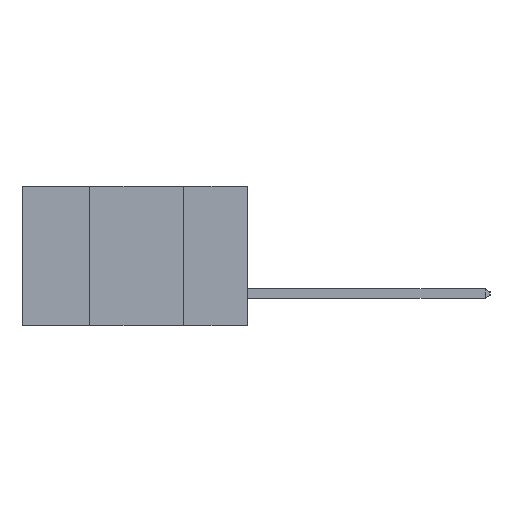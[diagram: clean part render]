
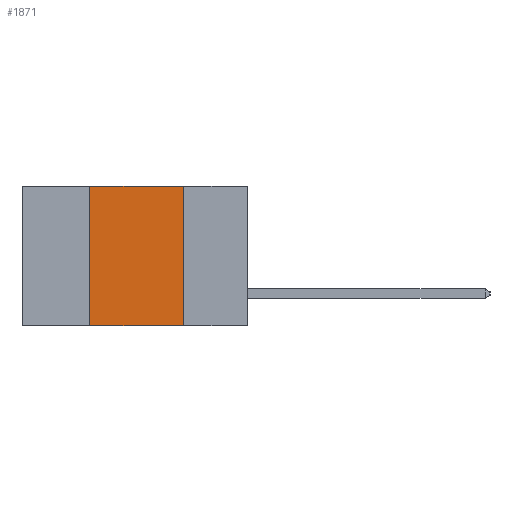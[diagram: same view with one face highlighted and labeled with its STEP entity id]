
A CAD part, left-side view. The second image highlights one B-rep face of the part: STEP entity #1871.
In plain terms, the highlighted planar face has unit normal (-1, 0, 0).
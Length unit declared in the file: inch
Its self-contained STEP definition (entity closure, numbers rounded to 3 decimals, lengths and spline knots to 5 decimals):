
#11 = CARTESIAN_POINT ( 'NONE',  ( 0., 0.6, -0.37 ) ) ;
#546 = LINE ( 'NONE', #2995, #5145 ) ;
#1198 = VECTOR ( 'NONE', #11498, 39.37008 ) ;
#1466 = EDGE_CURVE ( 'NONE', #4694, #7614, #3928, .T. ) ;
#1871 = ADVANCED_FACE ( 'NONE', ( #2219 ), #8417, .F. ) ;
#2219 = FACE_OUTER_BOUND ( 'NONE', #10323, .T. ) ;
#2995 = CARTESIAN_POINT ( 'NONE',  ( 0., 0.42, -0.37 ) ) ;
#3928 = LINE ( 'NONE', #11421, #1198 ) ;
#4159 = ORIENTED_EDGE ( 'NONE', *, *, #6431, .F. ) ;
#4483 = LINE ( 'NONE', #5618, #6662 ) ;
#4599 = CARTESIAN_POINT ( 'NONE',  ( 0., 0.17, 0. ) ) ;
#4694 = VERTEX_POINT ( 'NONE', #5845 ) ;
#5145 = VECTOR ( 'NONE', #8449, 39.37008 ) ;
#5618 = CARTESIAN_POINT ( 'NONE',  ( 0., 0.17, -0.37 ) ) ;
#5845 = CARTESIAN_POINT ( 'NONE',  ( 0., 0.42, 0. ) ) ;
#6348 = ORIENTED_EDGE ( 'NONE', *, *, #10720, .F. ) ;
#6431 = EDGE_CURVE ( 'NONE', #10921, #4694, #546, .T. ) ;
#6547 = DIRECTION ( 'NONE',  ( 0., 0., -1. ) ) ;
#6580 = VECTOR ( 'NONE', #7385, 39.37008 ) ;
#6631 = ORIENTED_EDGE ( 'NONE', *, *, #7629, .T. ) ;
#6662 = VECTOR ( 'NONE', #6547, 39.37008 ) ;
#6779 = CARTESIAN_POINT ( 'NONE',  ( 0., 0.42, -0.37 ) ) ;
#7385 = DIRECTION ( 'NONE',  ( 0., -1., 0. ) ) ;
#7614 = VERTEX_POINT ( 'NONE', #4599 ) ;
#7629 = EDGE_CURVE ( 'NONE', #10921, #8664, #8951, .T. ) ;
#8400 = DIRECTION ( 'NONE',  ( 0., 0., -1. ) ) ;
#8404 = DIRECTION ( 'NONE',  ( 1., 0., 0. ) ) ;
#8415 = CARTESIAN_POINT ( 'NONE',  ( 0., 0.6, 0. ) ) ;
#8417 = PLANE ( 'NONE',  #11086 ) ;
#8449 = DIRECTION ( 'NONE',  ( 0., 0., 1. ) ) ;
#8664 = VERTEX_POINT ( 'NONE', #10502 ) ;
#8716 = ORIENTED_EDGE ( 'NONE', *, *, #1466, .F. ) ;
#8951 = LINE ( 'NONE', #11, #6580 ) ;
#10323 = EDGE_LOOP ( 'NONE', ( #6348, #8716, #4159, #6631 ) ) ;
#10502 = CARTESIAN_POINT ( 'NONE',  ( 0., 0.17, -0.37 ) ) ;
#10720 = EDGE_CURVE ( 'NONE', #7614, #8664, #4483, .T. ) ;
#10921 = VERTEX_POINT ( 'NONE', #6779 ) ;
#11086 = AXIS2_PLACEMENT_3D ( 'NONE', #8415, #8404, #8400 ) ;
#11421 = CARTESIAN_POINT ( 'NONE',  ( 0., 0.6, 0. ) ) ;
#11498 = DIRECTION ( 'NONE',  ( 0., -1., 0. ) ) ;
